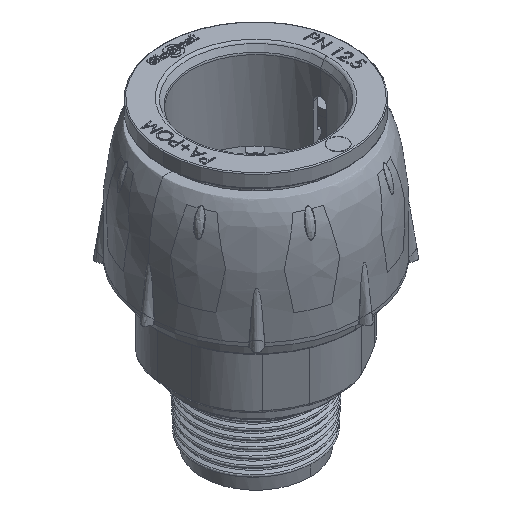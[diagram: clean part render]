
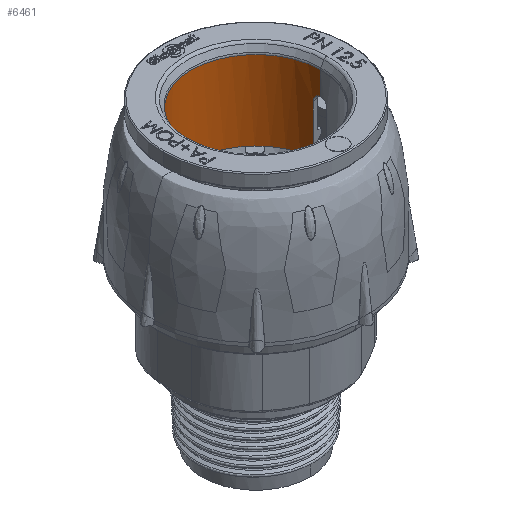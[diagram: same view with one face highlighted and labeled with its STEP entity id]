
A CAD part, isometric view. The second image highlights one B-rep face of the part: STEP entity #6461.
In plain terms, the highlighted cylindrical face has radius 14.25 mm (diameter 28.5 mm), a partial arc.
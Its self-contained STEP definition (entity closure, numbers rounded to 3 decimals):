
#679 = VERTEX_POINT ( 'NONE', #31416 ) ;
#2222 = ORIENTED_EDGE ( 'NONE', *, *, #23419, .T. ) ;
#2550 = VECTOR ( 'NONE', #75837, 1000. ) ;
#4800 = CARTESIAN_POINT ( 'NONE',  ( -7.798, -14.191, 1.302 ) ) ;
#6149 = CARTESIAN_POINT ( 'NONE',  ( -8.352, 14.171, 1.5 ) ) ;
#6420 = ORIENTED_EDGE ( 'NONE', *, *, #51202, .F. ) ;
#6419 = CARTESIAN_POINT ( 'NONE',  ( -7.098, 14.245, 0.39 ) ) ;
#6461 = ADVANCED_FACE ( 'NONE', ( #7540 ), #33034, .F. ) ;
#6875 = CARTESIAN_POINT ( 'NONE',  ( 0., -14.25, 0. ) ) ;
#7540 = FACE_OUTER_BOUND ( 'NONE', #66025, .T. ) ;
#10034 = CARTESIAN_POINT ( 'NONE',  ( -8.55, -14.171, 1.5 ) ) ;
#11103 = CARTESIAN_POINT ( 'NONE',  ( -7.089, -14.246, 0.393 ) ) ;
#11339 = EDGE_CURVE ( 'NONE', #679, #61263, #39709, .T. ) ;
#11644 = CARTESIAN_POINT ( 'NONE',  ( -7.885, 14.186, 1.348 ) ) ;
#11822 = EDGE_CURVE ( 'NONE', #64844, #45946, #55373, .T. ) ;
#11913 = CARTESIAN_POINT ( 'NONE',  ( -8.066, -14.179, 1.423 ) ) ;
#12002 = CARTESIAN_POINT ( 'NONE',  ( 0., 0., 0. ) ) ;
#15844 = LINE ( 'NONE', #41662, #62038 ) ;
#16065 = ORIENTED_EDGE ( 'NONE', *, *, #37590, .T. ) ;
#16526 = DIRECTION ( 'NONE',  ( 1., 0., 0. ) ) ;
#17100 = CARTESIAN_POINT ( 'NONE',  ( -7.05, -14.25, 0.196 ) ) ;
#17779 = DIRECTION ( 'NONE',  ( 1., 0., 0. ) ) ;
#18464 = CARTESIAN_POINT ( 'NONE',  ( -7.06, 14.249, 0.197 ) ) ;
#20402 = ORIENTED_EDGE ( 'NONE', *, *, #63322, .F. ) ;
#23057 = VERTEX_POINT ( 'NONE', #35942 ) ;
#23419 = EDGE_CURVE ( 'NONE', #57751, #23057, #41820, .T. ) ;
#23453 = CARTESIAN_POINT ( 'NONE',  ( -19.35, -14.171, 1.5 ) ) ;
#23653 = VERTEX_POINT ( 'NONE', #23453 ) ;
#27259 = ORIENTED_EDGE ( 'NONE', *, *, #50468, .F. ) ;
#30575 = CARTESIAN_POINT ( 'NONE',  ( -7.249, 14.23, 0.752 ) ) ;
#31101 = CARTESIAN_POINT ( 'NONE',  ( -7.559, 14.205, 1.13 ) ) ;
#31376 = CARTESIAN_POINT ( 'NONE',  ( -8.55, 14.171, 1.5 ) ) ;
#31416 = CARTESIAN_POINT ( 'NONE',  ( -8.55, 14.171, 1.5 ) ) ;
#32443 = VECTOR ( 'NONE', #16526, 1000. ) ;
#32701 = CARTESIAN_POINT ( 'NONE',  ( -19.35, 14.171, 1.5 ) ) ;
#33034 = CYLINDRICAL_SURFACE ( 'NONE', #77110, 14.25 ) ;
#34955 = CARTESIAN_POINT ( 'NONE',  ( 0., 14.25, 0. ) ) ;
#35942 = CARTESIAN_POINT ( 'NONE',  ( -1.933, -14.25, 0. ) ) ;
#36086 = CARTESIAN_POINT ( 'NONE',  ( -7.05, -14.25, 0. ) ) ;
#36461 = DIRECTION ( 'NONE',  ( 1., 0., 0. ) ) ;
#36641 = CARTESIAN_POINT ( 'NONE',  ( -7.635, -14.2, 1.193 ) ) ;
#36901 = CARTESIAN_POINT ( 'NONE',  ( -7.126, 14.242, 0.483 ) ) ;
#37330 = AXIS2_PLACEMENT_3D ( 'NONE', #67024, #17779, #49177 ) ;
#37590 = EDGE_CURVE ( 'NONE', #52482, #57751, #80639, .T. ) ;
#39709 = LINE ( 'NONE', #73302, #79041 ) ;
#41295 = CIRCLE ( 'NONE', #37330, 14.25 ) ;
#41662 = CARTESIAN_POINT ( 'NONE',  ( 0., -14.171, 1.5 ) ) ;
#41820 = CIRCLE ( 'NONE', #74413, 14.25 ) ;
#43817 = CARTESIAN_POINT ( 'NONE',  ( -8.157, 14.175, 1.461 ) ) ;
#45597 = CARTESIAN_POINT ( 'NONE',  ( -1.933, 14.25, 0. ) ) ;
#45743 = DIRECTION ( 'NONE',  ( 1., 0., 0. ) ) ;
#45752 = LINE ( 'NONE', #6875, #2550 ) ;
#45840 = DIRECTION ( 'NONE',  ( 0., -1., 0. ) ) ;
#45946 = VERTEX_POINT ( 'NONE', #60274 ) ;
#48759 = CARTESIAN_POINT ( 'NONE',  ( -7.239, -14.231, 0.755 ) ) ;
#49177 = DIRECTION ( 'NONE',  ( 0., -1., 0. ) ) ;
#49321 = CARTESIAN_POINT ( 'NONE',  ( -8.161, -14.176, 1.452 ) ) ;
#50468 = EDGE_CURVE ( 'NONE', #52482, #679, #68455, .T. ) ;
#51069 = DIRECTION ( 'NONE',  ( 1., 0., 0. ) ) ;
#51202 = EDGE_CURVE ( 'NONE', #45946, #23057, #45752, .T. ) ;
#52482 = VERTEX_POINT ( 'NONE', #73582 ) ;
#55357 = CARTESIAN_POINT ( 'NONE',  ( -7.351, -14.221, 0.922 ) ) ;
#55373 = B_SPLINE_CURVE_WITH_KNOTS ( 'NONE', 3,
 ( #10034, #79535, #61389, #49321, #11913, #74296, #4800, #36641, #80893, #55357, #48759, #11103, #17100, #36086 ),
 .UNSPECIFIED., .F., .F.,
 ( 4, 2, 2, 2, 2, 2, 4 ),
 ( 0., 0., 0.001, 0.001, 0.001, 0.002, 0.002 ),
 .UNSPECIFIED. ) ;
#56699 = CARTESIAN_POINT ( 'NONE',  ( -7.635, 14.2, 1.192 ) ) ;
#57072 = DIRECTION ( 'NONE',  ( -1., 0., 0. ) ) ;
#57751 = VERTEX_POINT ( 'NONE', #45597 ) ;
#58310 = ORIENTED_EDGE ( 'NONE', *, *, #60325, .F. ) ;
#60274 = CARTESIAN_POINT ( 'NONE',  ( -7.05, -14.25, 0. ) ) ;
#60325 = EDGE_CURVE ( 'NONE', #23653, #64844, #15844, .T. ) ;
#61263 = VERTEX_POINT ( 'NONE', #32701 ) ;
#61389 = CARTESIAN_POINT ( 'NONE',  ( -8.353, -14.172, 1.49 ) ) ;
#61953 = CARTESIAN_POINT ( 'NONE',  ( -8.55, -14.171, 1.5 ) ) ;
#62038 = VECTOR ( 'NONE', #45743, 1000. ) ;
#62461 = CARTESIAN_POINT ( 'NONE',  ( -7.05, 14.25, 0.098 ) ) ;
#63322 = EDGE_CURVE ( 'NONE', #61263, #23653, #41295, .T. ) ;
#64844 = VERTEX_POINT ( 'NONE', #61953 ) ;
#66025 = EDGE_LOOP ( 'NONE', ( #6420, #73984, #58310, #20402, #72628, #27259, #16065, #2222 ) ) ;
#67024 = CARTESIAN_POINT ( 'NONE',  ( -19.35, 0., 0. ) ) ;
#68455 = B_SPLINE_CURVE_WITH_KNOTS ( 'NONE', 3,
 ( #74562, #62461, #18464, #6419, #36901, #69079, #30575, #68810, #80627, #31101, #56699, #81422, #11644, #43817, #6149, #31376 ),
 .UNSPECIFIED., .F., .F.,
 ( 4, 2, 2, 2, 2, 2, 2, 4 ),
 ( 0.002, 0.003, 0.003, 0.003, 0.004, 0.004, 0.004, 0.005 ),
 .UNSPECIFIED. ) ;
#68810 = CARTESIAN_POINT ( 'NONE',  ( -7.357, 14.221, 0.915 ) ) ;
#69079 = CARTESIAN_POINT ( 'NONE',  ( -7.202, 14.235, 0.665 ) ) ;
#72628 = ORIENTED_EDGE ( 'NONE', *, *, #11339, .F. ) ;
#73302 = CARTESIAN_POINT ( 'NONE',  ( 0., 14.171, 1.5 ) ) ;
#73582 = CARTESIAN_POINT ( 'NONE',  ( -7.05, 14.25, 0. ) ) ;
#73984 = ORIENTED_EDGE ( 'NONE', *, *, #11822, .F. ) ;
#74296 = CARTESIAN_POINT ( 'NONE',  ( -7.884, -14.186, 1.348 ) ) ;
#74413 = AXIS2_PLACEMENT_3D ( 'NONE', #76870, #51069, #45840 ) ;
#74562 = CARTESIAN_POINT ( 'NONE',  ( -7.05, 14.25, 0. ) ) ;
#75837 = DIRECTION ( 'NONE',  ( 1., 0., 0. ) ) ;
#76870 = CARTESIAN_POINT ( 'NONE',  ( -1.933, 0., 0. ) ) ;
#77110 = AXIS2_PLACEMENT_3D ( 'NONE', #12002, #36461, #81243 ) ;
#79041 = VECTOR ( 'NONE', #57072, 1000. ) ;
#79535 = CARTESIAN_POINT ( 'NONE',  ( -8.451, -14.171, 1.5 ) ) ;
#80627 = CARTESIAN_POINT ( 'NONE',  ( -7.419, 14.216, 0.99 ) ) ;
#80639 = LINE ( 'NONE', #34955, #32443 ) ;
#80893 = CARTESIAN_POINT ( 'NONE',  ( -7.558, -14.205, 1.129 ) ) ;
#81243 = DIRECTION ( 'NONE',  ( 0., 1., 0. ) ) ;
#81422 = CARTESIAN_POINT ( 'NONE',  ( -7.797, 14.191, 1.301 ) ) ;
